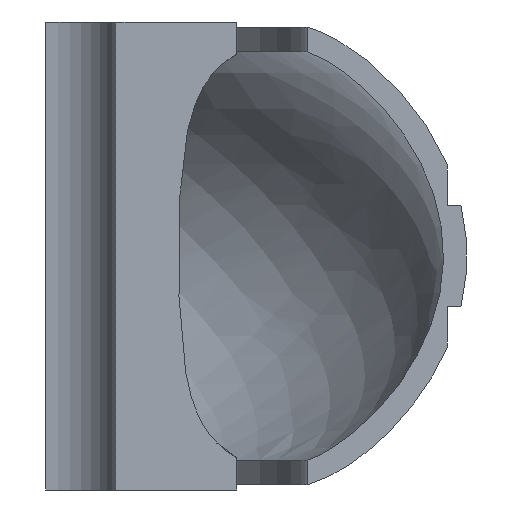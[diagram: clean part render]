
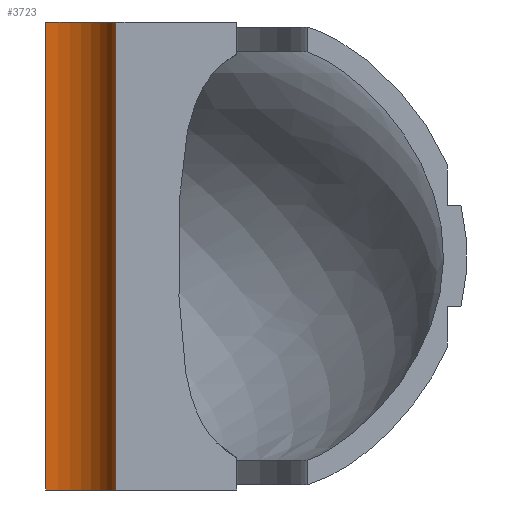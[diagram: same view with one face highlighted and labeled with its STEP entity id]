
A CAD part, front view. The second image highlights one B-rep face of the part: STEP entity #3723.
In plain terms, the highlighted cylindrical face has radius 90 mm (diameter 180 mm), a partial arc.
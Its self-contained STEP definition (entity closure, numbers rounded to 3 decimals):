
#2973 = PLANE('',#2974);
#2974 = AXIS2_PLACEMENT_3D('',#2975,#2976,#2977);
#2975 = CARTESIAN_POINT('',(436.504,0.,0.));
#2976 = DIRECTION('',(-0.,-1.,-0.));
#2977 = DIRECTION('',(0.,0.,-1.));
#3127 = VERTEX_POINT('',#3128);
#3128 = CARTESIAN_POINT('',(90.,0.,300.));
#3142 = PLANE('',#3143);
#3143 = AXIS2_PLACEMENT_3D('',#3144,#3145,#3146);
#3144 = CARTESIAN_POINT('',(0.,0.,300.));
#3145 = DIRECTION('',(0.,0.,1.));
#3146 = DIRECTION('',(1.,-0.,-0.));
#3154 = EDGE_CURVE('',#3155,#3127,#3157,.T.);
#3155 = VERTEX_POINT('',#3156);
#3156 = CARTESIAN_POINT('',(90.,0.,-300.));
#3157 = SURFACE_CURVE('',#3158,(#3162,#3169),.PCURVE_S1.);
#3158 = LINE('',#3159,#3160);
#3159 = CARTESIAN_POINT('',(90.,0.,-300.));
#3160 = VECTOR('',#3161,1.);
#3161 = DIRECTION('',(0.,0.,1.));
#3162 = PCURVE('',#2973,#3163);
#3163 = DEFINITIONAL_REPRESENTATION('',(#3164),#3168);
#3164 = LINE('',#3165,#3166);
#3165 = CARTESIAN_POINT('',(300.,-346.504));
#3166 = VECTOR('',#3167,1.);
#3167 = DIRECTION('',(-1.,0.));
#3168 = ( GEOMETRIC_REPRESENTATION_CONTEXT(2) 
PARAMETRIC_REPRESENTATION_CONTEXT() REPRESENTATION_CONTEXT('2D SPACE',''
  ) );
#3169 = PCURVE('',#3170,#3175);
#3170 = CYLINDRICAL_SURFACE('',#3171,90.);
#3171 = AXIS2_PLACEMENT_3D('',#3172,#3173,#3174);
#3172 = CARTESIAN_POINT('',(0.,0.,-300.));
#3173 = DIRECTION('',(0.,0.,1.));
#3174 = DIRECTION('',(1.,0.,0.));
#3175 = DEFINITIONAL_REPRESENTATION('',(#3176),#3180);
#3176 = LINE('',#3177,#3178);
#3177 = CARTESIAN_POINT('',(0.,0.));
#3178 = VECTOR('',#3179,1.);
#3179 = DIRECTION('',(0.,1.));
#3180 = ( GEOMETRIC_REPRESENTATION_CONTEXT(2) 
PARAMETRIC_REPRESENTATION_CONTEXT() REPRESENTATION_CONTEXT('2D SPACE',''
  ) );
#3198 = PLANE('',#3199);
#3199 = AXIS2_PLACEMENT_3D('',#3200,#3201,#3202);
#3200 = CARTESIAN_POINT('',(0.,0.,-300.));
#3201 = DIRECTION('',(0.,0.,1.));
#3202 = DIRECTION('',(1.,0.,0.));
#3433 = PLANE('',#3434);
#3434 = AXIS2_PLACEMENT_3D('',#3435,#3436,#3437);
#3435 = CARTESIAN_POINT('',(0.,436.504,
    0.));
#3436 = DIRECTION('',(1.,0.,0.));
#3437 = DIRECTION('',(0.,0.,-1.));
#3680 = VERTEX_POINT('',#3681);
#3681 = CARTESIAN_POINT('',(0.,90.,-300.));
#3702 = EDGE_CURVE('',#3155,#3680,#3703,.T.);
#3703 = SURFACE_CURVE('',#3704,(#3709,#3716),.PCURVE_S1.);
#3704 = CIRCLE('',#3705,90.);
#3705 = AXIS2_PLACEMENT_3D('',#3706,#3707,#3708);
#3706 = CARTESIAN_POINT('',(0.,0.,-300.));
#3707 = DIRECTION('',(0.,0.,1.));
#3708 = DIRECTION('',(1.,0.,0.));
#3709 = PCURVE('',#3198,#3710);
#3710 = DEFINITIONAL_REPRESENTATION('',(#3711),#3715);
#3711 = CIRCLE('',#3712,90.);
#3712 = AXIS2_PLACEMENT_2D('',#3713,#3714);
#3713 = CARTESIAN_POINT('',(0.,0.));
#3714 = DIRECTION('',(1.,0.));
#3715 = ( GEOMETRIC_REPRESENTATION_CONTEXT(2) 
PARAMETRIC_REPRESENTATION_CONTEXT() REPRESENTATION_CONTEXT('2D SPACE',''
  ) );
#3716 = PCURVE('',#3170,#3717);
#3717 = DEFINITIONAL_REPRESENTATION('',(#3718),#3722);
#3718 = LINE('',#3719,#3720);
#3719 = CARTESIAN_POINT('',(0.,0.));
#3720 = VECTOR('',#3721,1.);
#3721 = DIRECTION('',(1.,0.));
#3722 = ( GEOMETRIC_REPRESENTATION_CONTEXT(2) 
PARAMETRIC_REPRESENTATION_CONTEXT() REPRESENTATION_CONTEXT('2D SPACE',''
  ) );
#3723 = ADVANCED_FACE('',(#3724),#3170,.F.);
#3724 = FACE_BOUND('',#3725,.F.);
#3725 = EDGE_LOOP('',(#3726,#3727,#3750,#3772));
#3726 = ORIENTED_EDGE('',*,*,#3702,.T.);
#3727 = ORIENTED_EDGE('',*,*,#3728,.T.);
#3728 = EDGE_CURVE('',#3680,#3729,#3731,.T.);
#3729 = VERTEX_POINT('',#3730);
#3730 = CARTESIAN_POINT('',(0.,90.,300.));
#3731 = SURFACE_CURVE('',#3732,(#3736,#3743),.PCURVE_S1.);
#3732 = LINE('',#3733,#3734);
#3733 = CARTESIAN_POINT('',(0.,90.,-300.));
#3734 = VECTOR('',#3735,1.);
#3735 = DIRECTION('',(0.,0.,1.));
#3736 = PCURVE('',#3170,#3737);
#3737 = DEFINITIONAL_REPRESENTATION('',(#3738),#3742);
#3738 = LINE('',#3739,#3740);
#3739 = CARTESIAN_POINT('',(1.571,0.));
#3740 = VECTOR('',#3741,1.);
#3741 = DIRECTION('',(0.,1.));
#3742 = ( GEOMETRIC_REPRESENTATION_CONTEXT(2) 
PARAMETRIC_REPRESENTATION_CONTEXT() REPRESENTATION_CONTEXT('2D SPACE',''
  ) );
#3743 = PCURVE('',#3433,#3744);
#3744 = DEFINITIONAL_REPRESENTATION('',(#3745),#3749);
#3745 = LINE('',#3746,#3747);
#3746 = CARTESIAN_POINT('',(300.,-346.504));
#3747 = VECTOR('',#3748,1.);
#3748 = DIRECTION('',(-1.,0.));
#3749 = ( GEOMETRIC_REPRESENTATION_CONTEXT(2) 
PARAMETRIC_REPRESENTATION_CONTEXT() REPRESENTATION_CONTEXT('2D SPACE',''
  ) );
#3750 = ORIENTED_EDGE('',*,*,#3751,.F.);
#3751 = EDGE_CURVE('',#3127,#3729,#3752,.T.);
#3752 = SURFACE_CURVE('',#3753,(#3758,#3765),.PCURVE_S1.);
#3753 = CIRCLE('',#3754,90.);
#3754 = AXIS2_PLACEMENT_3D('',#3755,#3756,#3757);
#3755 = CARTESIAN_POINT('',(0.,0.,300.));
#3756 = DIRECTION('',(0.,0.,1.));
#3757 = DIRECTION('',(1.,0.,0.));
#3758 = PCURVE('',#3170,#3759);
#3759 = DEFINITIONAL_REPRESENTATION('',(#3760),#3764);
#3760 = LINE('',#3761,#3762);
#3761 = CARTESIAN_POINT('',(0.,600.));
#3762 = VECTOR('',#3763,1.);
#3763 = DIRECTION('',(1.,0.));
#3764 = ( GEOMETRIC_REPRESENTATION_CONTEXT(2) 
PARAMETRIC_REPRESENTATION_CONTEXT() REPRESENTATION_CONTEXT('2D SPACE',''
  ) );
#3765 = PCURVE('',#3142,#3766);
#3766 = DEFINITIONAL_REPRESENTATION('',(#3767),#3771);
#3767 = CIRCLE('',#3768,90.);
#3768 = AXIS2_PLACEMENT_2D('',#3769,#3770);
#3769 = CARTESIAN_POINT('',(0.,0.));
#3770 = DIRECTION('',(1.,-0.));
#3771 = ( GEOMETRIC_REPRESENTATION_CONTEXT(2) 
PARAMETRIC_REPRESENTATION_CONTEXT() REPRESENTATION_CONTEXT('2D SPACE',''
  ) );
#3772 = ORIENTED_EDGE('',*,*,#3154,.F.);
